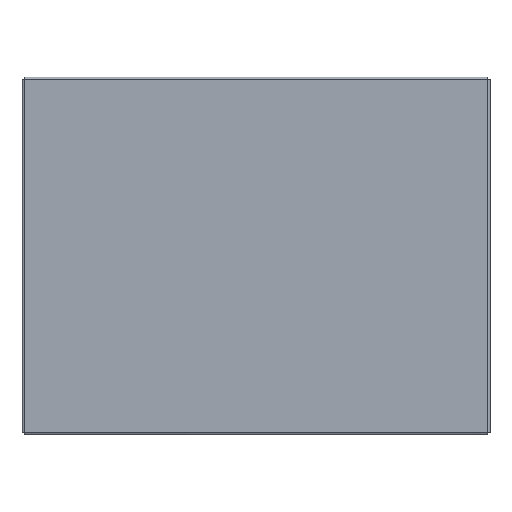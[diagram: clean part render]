
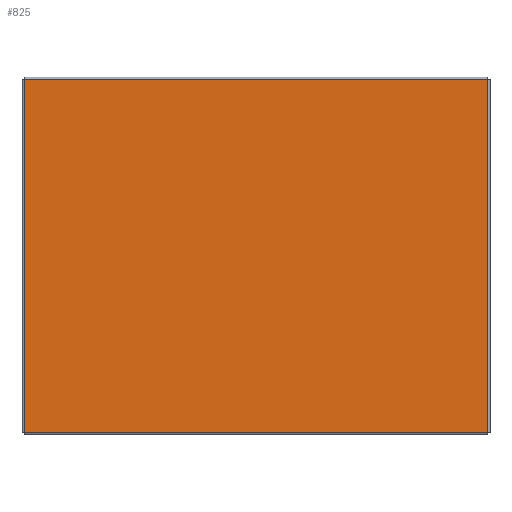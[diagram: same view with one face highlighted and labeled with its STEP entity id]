
A CAD part, front view. The second image highlights one B-rep face of the part: STEP entity #825.
In plain terms, the highlighted planar face has unit normal (0, -1, 0).
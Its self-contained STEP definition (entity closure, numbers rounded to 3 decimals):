
#12 = CARTESIAN_POINT ( 'NONE',  ( 21., 0., -16. ) ) ;
#78 = EDGE_CURVE ( 'NONE', #696, #967, #567, .T. ) ;
#118 = DIRECTION ( 'NONE',  ( 0., 0., 1. ) ) ;
#175 = CARTESIAN_POINT ( 'NONE',  ( 21., 0., 16. ) ) ;
#183 = CARTESIAN_POINT ( 'NONE',  ( -21., 0., 16. ) ) ;
#184 = EDGE_CURVE ( 'NONE', #398, #696, #663, .T. ) ;
#208 = DIRECTION ( 'NONE',  ( 0., 1., 0. ) ) ;
#223 = ORIENTED_EDGE ( 'NONE', *, *, #78, .F. ) ;
#239 = CARTESIAN_POINT ( 'NONE',  ( 21., 0., -16. ) ) ;
#295 = CARTESIAN_POINT ( 'NONE',  ( -21., 0., -16. ) ) ;
#347 = LINE ( 'NONE', #183, #518 ) ;
#391 = ORIENTED_EDGE ( 'NONE', *, *, #423, .F. ) ;
#393 = CARTESIAN_POINT ( 'NONE',  ( -21.2, 0., -16.2 ) ) ;
#398 = VERTEX_POINT ( 'NONE', #996 ) ;
#423 = EDGE_CURVE ( 'NONE', #967, #690, #683, .T. ) ;
#494 = DIRECTION ( 'NONE',  ( 0., 0., -1. ) ) ;
#518 = VECTOR ( 'NONE', #118, 1000. ) ;
#567 = LINE ( 'NONE', #12, #713 ) ;
#607 = DIRECTION ( 'NONE',  ( 0., 0., 1. ) ) ;
#612 = FACE_OUTER_BOUND ( 'NONE', #751, .T. ) ;
#663 = LINE ( 'NONE', #905, #763 ) ;
#671 = CARTESIAN_POINT ( 'NONE',  ( -21., 0., -16. ) ) ;
#683 = LINE ( 'NONE', #295, #743 ) ;
#690 = VERTEX_POINT ( 'NONE', #671 ) ;
#691 = ORIENTED_EDGE ( 'NONE', *, *, #735, .F. ) ;
#696 = VERTEX_POINT ( 'NONE', #175 ) ;
#713 = VECTOR ( 'NONE', #494, 1000. ) ;
#735 = EDGE_CURVE ( 'NONE', #690, #398, #347, .T. ) ;
#743 = VECTOR ( 'NONE', #833, 1000. ) ;
#751 = EDGE_LOOP ( 'NONE', ( #391, #223, #923, #691 ) ) ;
#763 = VECTOR ( 'NONE', #974, 1000. ) ;
#825 = ADVANCED_FACE ( 'NONE', ( #612 ), #925, .F. ) ;
#833 = DIRECTION ( 'NONE',  ( -1., 0., 0. ) ) ;
#905 = CARTESIAN_POINT ( 'NONE',  ( 21., 0., 16. ) ) ;
#923 = ORIENTED_EDGE ( 'NONE', *, *, #184, .F. ) ;
#925 = PLANE ( 'NONE',  #931 ) ;
#931 = AXIS2_PLACEMENT_3D ( 'NONE', #393, #208, #607 ) ;
#967 = VERTEX_POINT ( 'NONE', #239 ) ;
#974 = DIRECTION ( 'NONE',  ( 1., 0., 0. ) ) ;
#996 = CARTESIAN_POINT ( 'NONE',  ( -21., 0., 16. ) ) ;
